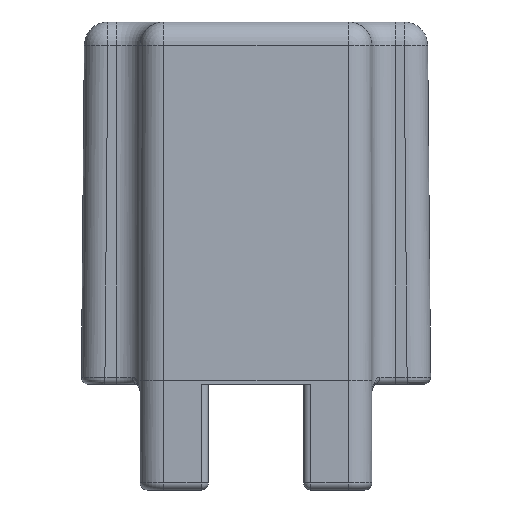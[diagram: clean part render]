
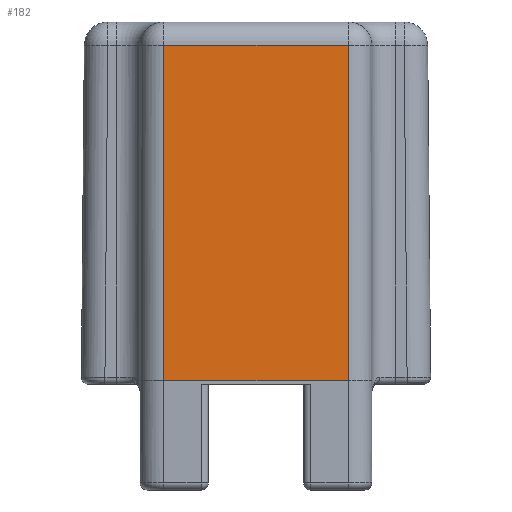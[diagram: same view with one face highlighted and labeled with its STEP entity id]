
A CAD part, front view. The second image highlights one B-rep face of the part: STEP entity #182.
In plain terms, the highlighted planar face has unit normal (0, -1, 0.009).
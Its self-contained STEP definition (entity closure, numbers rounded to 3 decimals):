
#182 = ADVANCED_FACE ( 'NONE', ( #1736 ), #1741, .T. ) ;
#183 = EDGE_LOOP ( 'NONE', ( #184, #185, #586, #494 ) ) ;
#184 = ORIENTED_EDGE ( 'NONE', *, *, #558, .T. ) ;
#185 = ORIENTED_EDGE ( 'NONE', *, *, #186, .T. ) ;
#186 = EDGE_CURVE ( 'NONE', #556, #187, #1854, .T. ) ;
#187 = VERTEX_POINT ( 'NONE', #1847 ) ;
#357 = VERTEX_POINT ( 'NONE', #4103 ) ;
#492 = EDGE_CURVE ( 'NONE', #187, #493, #2325, .T. ) ;
#493 = VERTEX_POINT ( 'NONE', #2149 ) ;
#494 = ORIENTED_EDGE ( 'NONE', *, *, #542, .T. ) ;
#542 = EDGE_CURVE ( 'NONE', #493, #357, #2255, .T. ) ;
#556 = VERTEX_POINT ( 'NONE', #2147 ) ;
#558 = EDGE_CURVE ( 'NONE', #357, #556, #2146, .T. ) ;
#586 = ORIENTED_EDGE ( 'NONE', *, *, #492, .T. ) ;
#1736 = FACE_OUTER_BOUND ( 'NONE', #183, .T. ) ;
#1741 = PLANE ( 'NONE',  #1855 ) ;
#1847 = CARTESIAN_POINT ( 'NONE',  ( 3.93, -6.275, 14.269 ) ) ;
#1848 = DIRECTION ( 'NONE',  ( 0., 0.009, 1. ) ) ;
#1849 = VECTOR ( 'NONE', #1848, 1000. ) ;
#1850 = CARTESIAN_POINT ( 'NONE',  ( 3.93, -6.4, 0. ) ) ;
#1851 = DIRECTION ( 'NONE',  ( 0., -0.009, -1. ) ) ;
#1852 = DIRECTION ( 'NONE',  ( 0., -1., 0.009 ) ) ;
#1853 = CARTESIAN_POINT ( 'NONE',  ( -7.43, -6.4, 0. ) ) ;
#1854 = LINE ( 'NONE', #1850, #1849 ) ;
#1855 = AXIS2_PLACEMENT_3D ( 'NONE', #1853, #1852, #1851 ) ;
#2143 = DIRECTION ( 'NONE',  ( 1., 0., 0. ) ) ;
#2144 = VECTOR ( 'NONE', #2143, 1000. ) ;
#2145 = CARTESIAN_POINT ( 'NONE',  ( -7.43, -6.4, 0. ) ) ;
#2146 = LINE ( 'NONE', #2145, #2144 ) ;
#2147 = CARTESIAN_POINT ( 'NONE',  ( 3.93, -6.4, 0. ) ) ;
#2149 = CARTESIAN_POINT ( 'NONE',  ( -3.93, -6.275, 14.269 ) ) ;
#2151 = DIRECTION ( 'NONE',  ( -1., 0., 0. ) ) ;
#2152 = VECTOR ( 'NONE', #2151, 1000. ) ;
#2153 = CARTESIAN_POINT ( 'NONE',  ( -4.93, -6.275, 14.269 ) ) ;
#2252 = DIRECTION ( 'NONE',  ( 0., -0.009, -1. ) ) ;
#2253 = VECTOR ( 'NONE', #2252, 1000. ) ;
#2254 = CARTESIAN_POINT ( 'NONE',  ( -3.93, -6.4, 0. ) ) ;
#2255 = LINE ( 'NONE', #2254, #2253 ) ;
#2325 = LINE ( 'NONE', #2153, #2152 ) ;
#4103 = CARTESIAN_POINT ( 'NONE',  ( -3.93, -6.4, 0. ) ) ;
